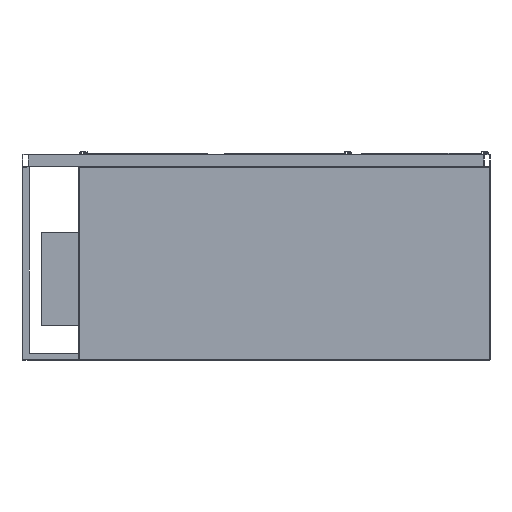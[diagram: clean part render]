
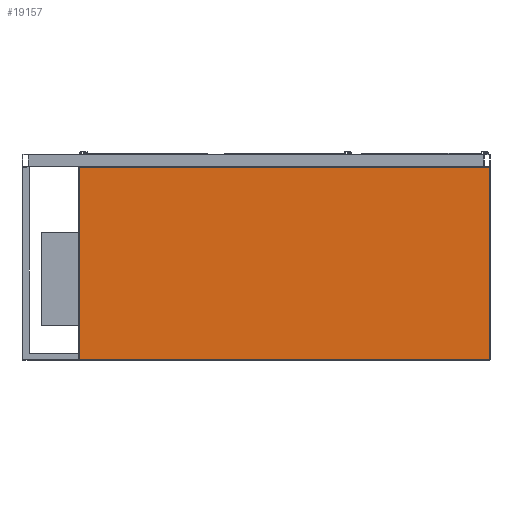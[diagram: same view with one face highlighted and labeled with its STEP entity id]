
A CAD part, front view. The second image highlights one B-rep face of the part: STEP entity #19157.
In plain terms, the highlighted planar face has unit normal (0, -1, 0).
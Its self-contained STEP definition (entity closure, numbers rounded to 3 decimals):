
#1364 = EDGE_CURVE ( 'NONE', #15660, #1419, #7260, .T. ) ;
#1419 = VERTEX_POINT ( 'NONE', #32230 ) ;
#1597 = CARTESIAN_POINT ( 'NONE',  ( -658., -280., -42. ) ) ;
#3760 = ORIENTED_EDGE ( 'NONE', *, *, #5579, .T. ) ;
#4713 = VERTEX_POINT ( 'NONE', #28613 ) ;
#5579 = EDGE_CURVE ( 'NONE', #1419, #15091, #27968, .T. ) ;
#6129 = AXIS2_PLACEMENT_3D ( 'NONE', #24752, #21975, #27906 ) ;
#6306 = ORIENTED_EDGE ( 'NONE', *, *, #1364, .T. ) ;
#7260 = LINE ( 'NONE', #32610, #12093 ) ;
#11340 = EDGE_CURVE ( 'NONE', #15091, #4713, #15568, .T. ) ;
#12093 = VECTOR ( 'NONE', #15743, 1000. ) ;
#12403 = ORIENTED_EDGE ( 'NONE', *, *, #11340, .T. ) ;
#13332 = CARTESIAN_POINT ( 'NONE',  ( -658., -280., -660. ) ) ;
#13436 = PLANE ( 'NONE',  #6129 ) ;
#15091 = VERTEX_POINT ( 'NONE', #1597 ) ;
#15568 = LINE ( 'NONE', #13332, #26339 ) ;
#15660 = VERTEX_POINT ( 'NONE', #34433 ) ;
#15743 = DIRECTION ( 'NONE',  ( 0., 0., 1. ) ) ;
#15747 = DIRECTION ( 'NONE',  ( 0., 0., -1. ) ) ;
#16652 = ORIENTED_EDGE ( 'NONE', *, *, #31079, .T. ) ;
#17180 = LINE ( 'NONE', #20142, #22486 ) ;
#19157 = ADVANCED_FACE ( 'Fl�che8', ( #27521 ), #13436, .T. ) ;
#20142 = CARTESIAN_POINT ( 'NONE',  ( -660., -280., -658. ) ) ;
#21975 = DIRECTION ( 'NONE',  ( 0., -1., 0. ) ) ;
#22262 = EDGE_LOOP ( 'NONE', ( #3760, #12403, #16652, #6306 ) ) ;
#22417 = CARTESIAN_POINT ( 'NONE',  ( -660., -280., -42. ) ) ;
#22486 = VECTOR ( 'NONE', #31436, 1000. ) ;
#24752 = CARTESIAN_POINT ( 'NONE',  ( -660., -280., -660. ) ) ;
#26010 = VECTOR ( 'NONE', #33719, 1000. ) ;
#26339 = VECTOR ( 'NONE', #15747, 1000. ) ;
#27521 = FACE_OUTER_BOUND ( 'NONE', #22262, .T. ) ;
#27906 = DIRECTION ( 'NONE',  ( 0., 0., -1. ) ) ;
#27968 = LINE ( 'NONE', #22417, #26010 ) ;
#28613 = CARTESIAN_POINT ( 'NONE',  ( -658., -280., -658. ) ) ;
#31079 = EDGE_CURVE ( 'NONE', #4713, #15660, #17180, .T. ) ;
#31436 = DIRECTION ( 'NONE',  ( 1., 0., 0. ) ) ;
#32230 = CARTESIAN_POINT ( 'NONE',  ( 658., -280., -42. ) ) ;
#32610 = CARTESIAN_POINT ( 'NONE',  ( 658., -280., -660. ) ) ;
#33719 = DIRECTION ( 'NONE',  ( -1., 0., 0. ) ) ;
#34433 = CARTESIAN_POINT ( 'NONE',  ( 658., -280., -658. ) ) ;
